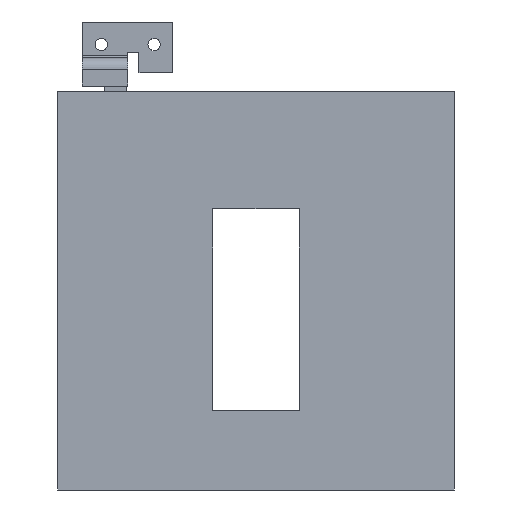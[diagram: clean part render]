
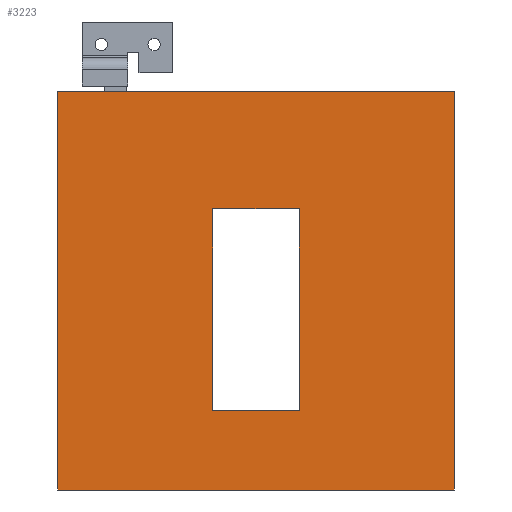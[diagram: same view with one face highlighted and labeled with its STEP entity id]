
A CAD part, front view. The second image highlights one B-rep face of the part: STEP entity #3223.
In plain terms, the highlighted planar face has unit normal (0, -1, 0).
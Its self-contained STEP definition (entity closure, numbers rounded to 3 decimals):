
#3209=AXIS2_PLACEMENT_3D('Plane Axis2P3D',#3206,#3207,#3208) ;
#814=CARTESIAN_POINT('Vertex',(-52.5,112.5,-46.)) ;
#830=CARTESIAN_POINT('Vertex',(52.5,112.5,-46.)) ;
#833=CARTESIAN_POINT('Line Origine',(0.,112.5,-46.)) ;
#856=CARTESIAN_POINT('Vertex',(-52.5,112.5,59.5)) ;
#864=CARTESIAN_POINT('Line Origine',(-52.5,112.5,6.75)) ;
#881=CARTESIAN_POINT('Line Origine',(52.5,112.5,6.75)) ;
#885=CARTESIAN_POINT('Vertex',(52.5,112.5,59.5)) ;
#2832=CARTESIAN_POINT('Vertex',(11.5,112.5,28.5)) ;
#2835=CARTESIAN_POINT('Line Origine',(0.,112.5,28.5)) ;
#2839=CARTESIAN_POINT('Vertex',(-11.5,112.5,28.5)) ;
#2863=CARTESIAN_POINT('Line Origine',(-11.5,112.5,1.75)) ;
#2867=CARTESIAN_POINT('Vertex',(-11.5,112.5,-25.)) ;
#2891=CARTESIAN_POINT('Vertex',(11.5,112.5,-25.)) ;
#2894=CARTESIAN_POINT('Line Origine',(11.5,112.5,1.75)) ;
#2911=CARTESIAN_POINT('Line Origine',(0.,112.5,-25.)) ;
#2932=CARTESIAN_POINT('Line Origine',(0.,112.5,59.5)) ;
#3206=CARTESIAN_POINT('Axis2P3D Location',(0.,112.5,-46.)) ;
#834=DIRECTION('Vector Direction',(1.,0.,0.)) ;
#865=DIRECTION('Vector Direction',(0.,0.,1.)) ;
#882=DIRECTION('Vector Direction',(0.,0.,1.)) ;
#2836=DIRECTION('Vector Direction',(-1.,0.,0.)) ;
#2864=DIRECTION('Vector Direction',(0.,0.,1.)) ;
#2895=DIRECTION('Vector Direction',(0.,0.,-1.)) ;
#2912=DIRECTION('Vector Direction',(1.,0.,0.)) ;
#2933=DIRECTION('Vector Direction',(1.,0.,0.)) ;
#3207=DIRECTION('Axis2P3D Direction',(0.,1.,0.)) ;
#3208=DIRECTION('Axis2P3D XDirection',(0.,0.,1.)) ;
#835=VECTOR('Line Direction',#834,1.) ;
#866=VECTOR('Line Direction',#865,1.) ;
#883=VECTOR('Line Direction',#882,1.) ;
#2837=VECTOR('Line Direction',#2836,1.) ;
#2865=VECTOR('Line Direction',#2864,1.) ;
#2896=VECTOR('Line Direction',#2895,1.) ;
#2913=VECTOR('Line Direction',#2912,1.) ;
#2934=VECTOR('Line Direction',#2933,1.) ;
#3212=ORIENTED_EDGE('',*,*,#887,.F.) ;
#3213=ORIENTED_EDGE('',*,*,#2936,.F.) ;
#3214=ORIENTED_EDGE('',*,*,#868,.T.) ;
#3215=ORIENTED_EDGE('',*,*,#837,.T.) ;
#3218=ORIENTED_EDGE('',*,*,#2841,.F.) ;
#3219=ORIENTED_EDGE('',*,*,#2898,.T.) ;
#3220=ORIENTED_EDGE('',*,*,#2915,.F.) ;
#3221=ORIENTED_EDGE('',*,*,#2869,.T.) ;
#3222=FACE_BOUND('',#3217,.T.) ;
#3223=ADVANCED_FACE('Frontale per blocchi',(#3216,#3222),#3210,.F.) ;
#837=EDGE_CURVE('',#815,#831,#836,.T.) ;
#868=EDGE_CURVE('',#857,#815,#867,.F.) ;
#887=EDGE_CURVE('',#886,#831,#884,.F.) ;
#2841=EDGE_CURVE('',#2833,#2840,#2838,.T.) ;
#2869=EDGE_CURVE('',#2868,#2840,#2866,.T.) ;
#2898=EDGE_CURVE('',#2833,#2892,#2897,.T.) ;
#2915=EDGE_CURVE('',#2868,#2892,#2914,.T.) ;
#2936=EDGE_CURVE('',#857,#886,#2935,.T.) ;
#3211=EDGE_LOOP('',(#3212,#3213,#3214,#3215)) ;
#3217=EDGE_LOOP('',(#3218,#3219,#3220,#3221)) ;
#3216=FACE_OUTER_BOUND('',#3211,.T.) ;
#836=LINE('Line',#833,#835) ;
#867=LINE('Line',#864,#866) ;
#884=LINE('Line',#881,#883) ;
#2838=LINE('Line',#2835,#2837) ;
#2866=LINE('Line',#2863,#2865) ;
#2897=LINE('Line',#2894,#2896) ;
#2914=LINE('Line',#2911,#2913) ;
#2935=LINE('Line',#2932,#2934) ;
#3210=PLANE('',#3209) ;
#815=VERTEX_POINT('',#814) ;
#831=VERTEX_POINT('',#830) ;
#857=VERTEX_POINT('',#856) ;
#886=VERTEX_POINT('',#885) ;
#2833=VERTEX_POINT('',#2832) ;
#2840=VERTEX_POINT('',#2839) ;
#2868=VERTEX_POINT('',#2867) ;
#2892=VERTEX_POINT('',#2891) ;
